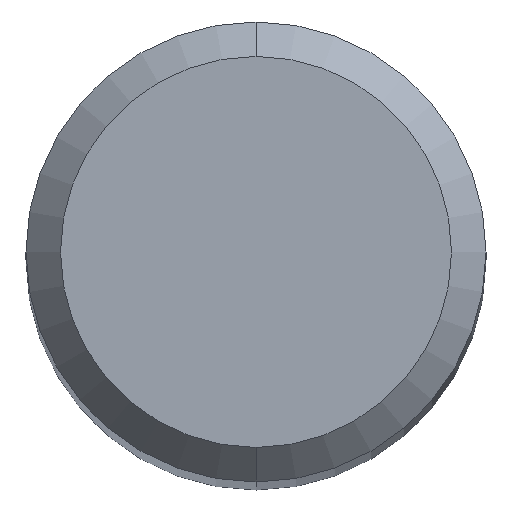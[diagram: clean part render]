
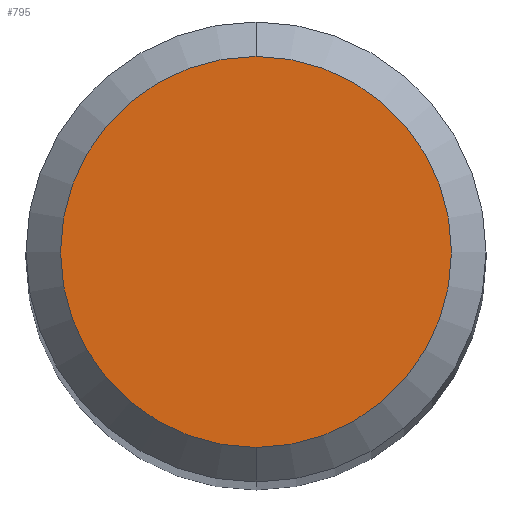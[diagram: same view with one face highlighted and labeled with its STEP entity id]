
A CAD part, top view. The second image highlights one B-rep face of the part: STEP entity #795.
In plain terms, the highlighted planar face has unit normal (0, 0, 1).
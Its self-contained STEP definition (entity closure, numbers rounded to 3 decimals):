
#475=EDGE_CURVE('',#751,#1093,#1306,.T.);
#751=VERTEX_POINT('',#1602);
#795=ADVANCED_FACE('',(#1650),#1651,.T.);
#1093=VERTEX_POINT('',#1979);
#1113=EDGE_CURVE('',#1093,#751,#2002,.T.);
#1306=CIRCLE('',#2234,1.7);
#1602=CARTESIAN_POINT('',(0.0,1.7,0.0));
#1650=FACE_OUTER_BOUND('',#3528,.T.);
#1651=PLANE('',#3529);
#1979=CARTESIAN_POINT('',(0.,-1.7,0.0));
#2002=CIRCLE('',#5023,1.7);
#2234=AXIS2_PLACEMENT_3D('',#5618,#5619,#5620);
#3528=EDGE_LOOP('',(#5930,#5931));
#3529=AXIS2_PLACEMENT_3D('',#5932,#5933,#5934);
#5023=AXIS2_PLACEMENT_3D('',#6367,#6368,#6369);
#5618=CARTESIAN_POINT('',(0.0,0.0,0.0));
#5619=DIRECTION('',(0.0,0.0,-1.0));
#5620=DIRECTION('',(0.0,1.0,0.0));
#5930=ORIENTED_EDGE('',*,*,#475,.F.);
#5931=ORIENTED_EDGE('',*,*,#1113,.F.);
#5932=CARTESIAN_POINT('',(0.0,0.85,0.0));
#5933=DIRECTION('',(-0.0,0.0,1.0));
#5934=DIRECTION('',(0.0,-1.0,0.0));
#6367=CARTESIAN_POINT('',(0.0,0.0,0.0));
#6368=DIRECTION('',(0.0,0.0,-1.0));
#6369=DIRECTION('',(0.0,1.0,0.0));
